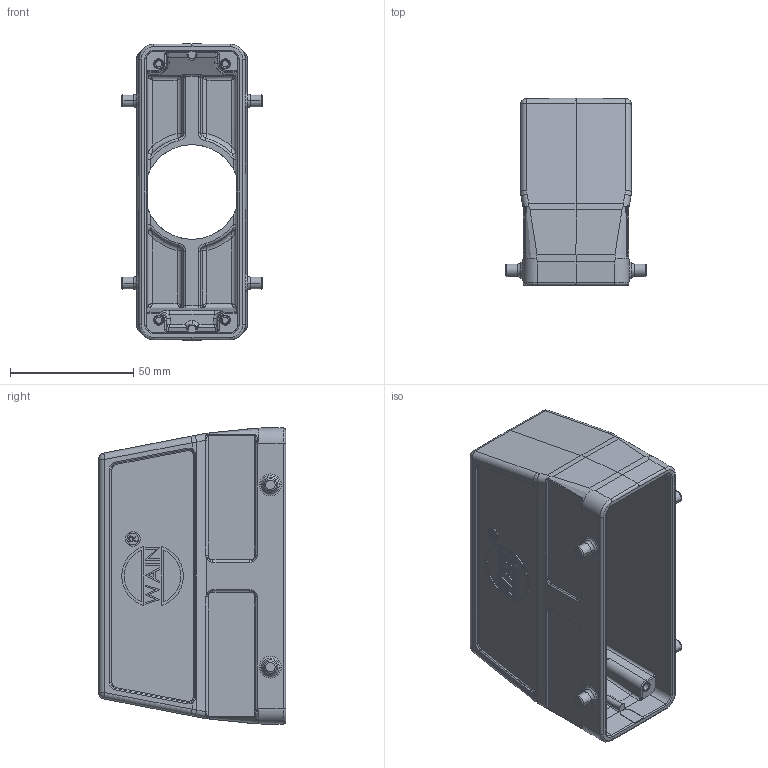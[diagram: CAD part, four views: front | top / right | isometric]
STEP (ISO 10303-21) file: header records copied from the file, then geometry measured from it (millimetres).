
FILE_DESCRIPTION((''),'2;1');
FILE_NAME('3D_1116244355005_EMC_H24B-TEH-4','2024-02-04T',('13034'),(''),'PRO/ENGINEER BY PARAMETRIC TECHNOLOGY CORPORATION, 2012480','PRO/ENGINEER BY PARAMETRIC TECHNOLOGY CORPORATION, 2012480','');
FILE_SCHEMA(('CONFIG_CONTROL_DESIGN'));
Length unit declared in the file: millimetre
Products named in the file (1): 3D_1116244355005_EMC_H24B-TEH-4
Bounding box: 57 x 76 x 120.2 mm (x, y, z)
Volume: 89216.7 mm3; surface area: 52237.9 mm2
Topology: 1 solids, 1 shells, 740 faces, 1811 edges, 1084 vertices
Faces by surface type: plane 247, cylinder 200, bspline 144, torus 85, cone 46, extrusion 10, sphere 8
Entity records: 30022 total; most frequent: CARTESIAN_POINT 13742, ORIENTED_EDGE 3566, DIRECTION 3078, EDGE_CURVE 1783, AXIS2_PLACEMENT_3D 1123, VERTEX_POINT 1084, VECTOR 832, LINE 822
